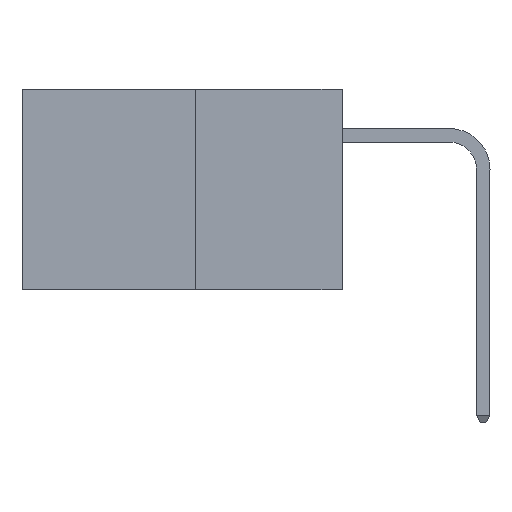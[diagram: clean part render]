
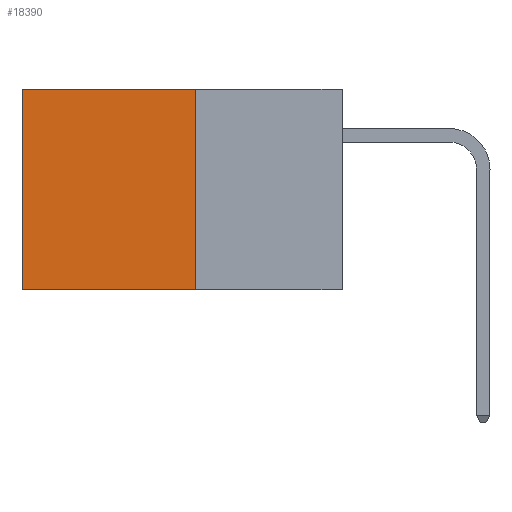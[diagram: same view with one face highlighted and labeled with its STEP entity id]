
A CAD part, left-side view. The second image highlights one B-rep face of the part: STEP entity #18390.
In plain terms, the highlighted planar face has unit normal (-1, 0, 0).
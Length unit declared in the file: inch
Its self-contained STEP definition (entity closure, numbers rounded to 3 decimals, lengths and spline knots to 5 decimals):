
#132 = EDGE_CURVE ( 'NONE', #5401, #21567, #13825, .T. ) ;
#624 = EDGE_CURVE ( 'NONE', #26232, #4935, #29601, .T. ) ;
#911 = VECTOR ( 'NONE', #29421, 39.37008 ) ;
#2102 = EDGE_CURVE ( 'NONE', #26232, #5401, #30640, .T. ) ;
#3212 = CARTESIAN_POINT ( 'NONE',  ( 0.277, 0.27, 0. ) ) ;
#3382 = FACE_OUTER_BOUND ( 'NONE', #28323, .T. ) ;
#4154 = DIRECTION ( 'NONE',  ( 1., 0., 0. ) ) ;
#4935 = VERTEX_POINT ( 'NONE', #21467 ) ;
#5125 = CARTESIAN_POINT ( 'NONE',  ( 0.277, 0.27, -0.37 ) ) ;
#5401 = VERTEX_POINT ( 'NONE', #9392 ) ;
#6487 = DIRECTION ( 'NONE',  ( 0., 1., 0. ) ) ;
#7331 = ORIENTED_EDGE ( 'NONE', *, *, #2102, .T. ) ;
#7560 = DIRECTION ( 'NONE',  ( 0., 1., 0. ) ) ;
#8613 = CARTESIAN_POINT ( 'NONE',  ( 0.277, 0.27, 0. ) ) ;
#8953 = CARTESIAN_POINT ( 'NONE',  ( 0.277, 0.27, -0.37 ) ) ;
#9392 = CARTESIAN_POINT ( 'NONE',  ( 0.277, 0.59, 0. ) ) ;
#13825 = LINE ( 'NONE', #23446, #911 ) ;
#17109 = VECTOR ( 'NONE', #20342, 39.37008 ) ;
#17126 = ORIENTED_EDGE ( 'NONE', *, *, #25400, .F. ) ;
#18390 = ADVANCED_FACE ( 'NONE', ( #3382 ), #18528, .F. ) ;
#18528 = PLANE ( 'NONE',  #29120 ) ;
#18791 = CARTESIAN_POINT ( 'NONE',  ( 0.277, 0.27, -0.37 ) ) ;
#20342 = DIRECTION ( 'NONE',  ( 0., 0., -1. ) ) ;
#20898 = DIRECTION ( 'NONE',  ( 0., 0., -1. ) ) ;
#20938 = CARTESIAN_POINT ( 'NONE',  ( 0.277, 0.59, -0.37 ) ) ;
#21466 = VECTOR ( 'NONE', #7560, 39.37008 ) ;
#21467 = CARTESIAN_POINT ( 'NONE',  ( 0.277, 0.27, -0.37 ) ) ;
#21567 = VERTEX_POINT ( 'NONE', #20938 ) ;
#22538 = ORIENTED_EDGE ( 'NONE', *, *, #624, .F. ) ;
#23446 = CARTESIAN_POINT ( 'NONE',  ( 0.277, 0.59, -0.37 ) ) ;
#24277 = VECTOR ( 'NONE', #6487, 39.37008 ) ;
#25400 = EDGE_CURVE ( 'NONE', #4935, #21567, #28452, .T. ) ;
#26232 = VERTEX_POINT ( 'NONE', #8613 ) ;
#28323 = EDGE_LOOP ( 'NONE', ( #28904, #17126, #22538, #7331 ) ) ;
#28452 = LINE ( 'NONE', #5125, #21466 ) ;
#28904 = ORIENTED_EDGE ( 'NONE', *, *, #132, .T. ) ;
#29120 = AXIS2_PLACEMENT_3D ( 'NONE', #8953, #4154, #20898 ) ;
#29421 = DIRECTION ( 'NONE',  ( 0., 0., -1. ) ) ;
#29601 = LINE ( 'NONE', #18791, #17109 ) ;
#30640 = LINE ( 'NONE', #3212, #24277 ) ;
